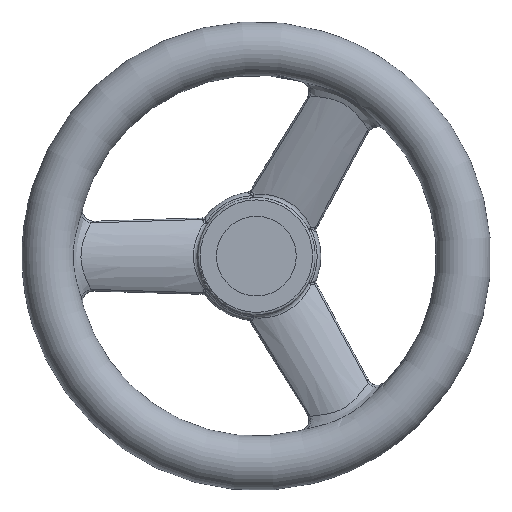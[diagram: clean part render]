
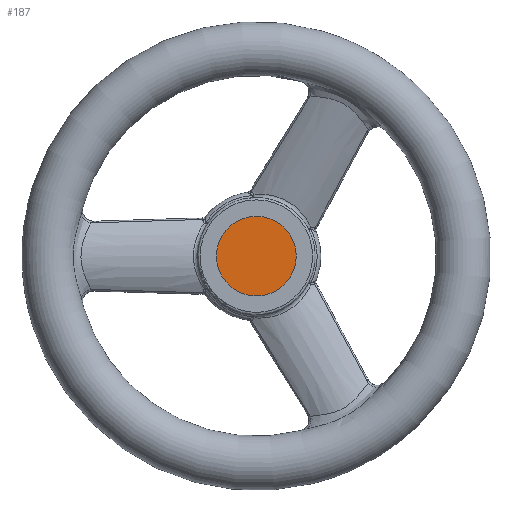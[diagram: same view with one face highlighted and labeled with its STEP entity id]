
A CAD part, top view. The second image highlights one B-rep face of the part: STEP entity #187.
In plain terms, the highlighted planar face has unit normal (0, 0, 1).
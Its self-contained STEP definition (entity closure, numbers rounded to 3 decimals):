
#187 = ADVANCED_FACE( '', ( #427 ), #428, .F. );
#427 = FACE_OUTER_BOUND( '', #8188, .T. );
#428 = PLANE( '', #8189 );
#8188 = EDGE_LOOP( '', ( #8855 ) );
#8189 = AXIS2_PLACEMENT_3D( '', #8856, #8857, #8858 );
#8855 = ORIENTED_EDGE( '', *, *, #8860, .T. );
#8856 = CARTESIAN_POINT( '', ( 0., 17., 28.5 ) );
#8857 = DIRECTION( '', ( 0., 0., -1. ) );
#8858 = DIRECTION( '', ( -1., 0., 0. ) );
#8860 = EDGE_CURVE( '', #9121, #9121, #9122, .T. );
#9121 = VERTEX_POINT( '', #9535 );
#9122 = CIRCLE( '', #9536, 17. );
#9535 = CARTESIAN_POINT( '', ( 17., 0., 28.5 ) );
#9536 = AXIS2_PLACEMENT_3D( '', #14576, #14577, #14578 );
#14576 = CARTESIAN_POINT( '', ( 0., 0., 28.5 ) );
#14577 = DIRECTION( '', ( 0., 0., 1. ) );
#14578 = DIRECTION( '', ( 1., 0., 0. ) );
